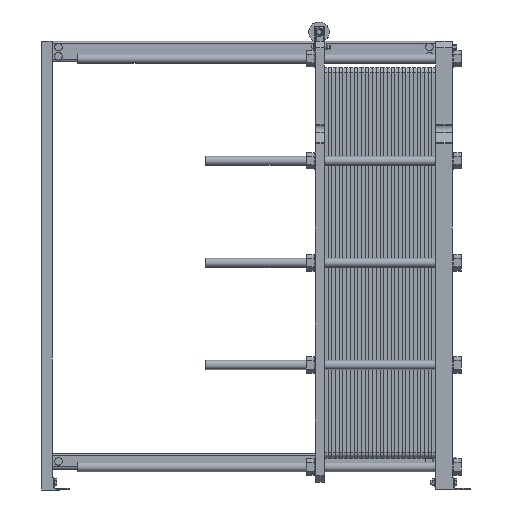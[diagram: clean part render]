
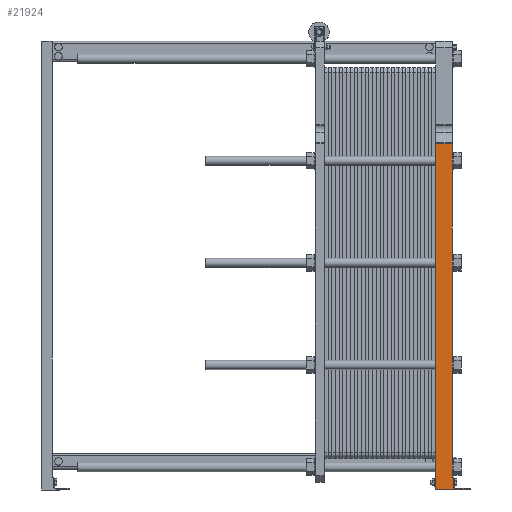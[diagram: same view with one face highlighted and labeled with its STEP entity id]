
A CAD part, left-side view. The second image highlights one B-rep face of the part: STEP entity #21924.
In plain terms, the highlighted planar face has unit normal (-1, 0, 0).
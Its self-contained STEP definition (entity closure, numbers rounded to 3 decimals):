
#3583=PLANE('',#23223);
#4393=FACE_OUTER_BOUND('',#5631,.T.);
#5631=EDGE_LOOP('',(#18211,#18212,#18213,#18214,#18215,#18216,#18217,#18218,
#18219,#18220,#18221,#18222,#18223,#18224,#18225,#18226,#18227,#18228,#18229));
#6623=CIRCLE('',#23193,3.5);
#6626=CIRCLE('',#23204,3.5);
#6627=CIRCLE('',#23207,7.);
#8105=LINE('',#33143,#10523);
#8106=LINE('',#33153,#10524);
#8111=LINE('',#33203,#10529);
#8112=LINE('',#33213,#10530);
#8322=LINE('',#33915,#10740);
#8354=LINE('',#34037,#10772);
#8366=LINE('',#34064,#10784);
#8368=LINE('',#34070,#10786);
#8369=LINE('',#34073,#10787);
#8383=LINE('',#34110,#10801);
#8384=LINE('',#34111,#10802);
#8385=LINE('',#34112,#10803);
#8386=LINE('',#34113,#10804);
#8387=LINE('',#34114,#10805);
#8396=LINE('',#34139,#10814);
#8397=LINE('',#34140,#10815);
#10523=VECTOR('',#25866,10.);
#10524=VECTOR('',#25879,10.);
#10529=VECTOR('',#25944,10.);
#10530=VECTOR('',#25957,10.);
#10740=VECTOR('',#26657,10.);
#10772=VECTOR('',#26765,10.);
#10784=VECTOR('',#26793,10.);
#10786=VECTOR('',#26801,10.);
#10787=VECTOR('',#26804,10.);
#10801=VECTOR('',#26832,10.);
#10802=VECTOR('',#26833,10.);
#10803=VECTOR('',#26834,10.);
#10804=VECTOR('',#26835,10.);
#10805=VECTOR('',#26836,10.);
#10814=VECTOR('',#26859,10.);
#10815=VECTOR('',#26860,10.);
#12894=VERTEX_POINT('',#33138);
#12895=VERTEX_POINT('',#33139);
#12897=VERTEX_POINT('',#33148);
#12898=VERTEX_POINT('',#33149);
#12912=VERTEX_POINT('',#33198);
#12913=VERTEX_POINT('',#33199);
#12915=VERTEX_POINT('',#33208);
#12916=VERTEX_POINT('',#33209);
#13162=VERTEX_POINT('',#33912);
#13163=VERTEX_POINT('',#33914);
#13211=VERTEX_POINT('',#34021);
#13212=VERTEX_POINT('',#34023);
#13215=VERTEX_POINT('',#34035);
#13220=VERTEX_POINT('',#34056);
#13221=VERTEX_POINT('',#34058);
#13222=VERTEX_POINT('',#34062);
#13223=VERTEX_POINT('',#34066);
#13224=VERTEX_POINT('',#34072);
#13240=VERTEX_POINT('',#34108);
#14650=EDGE_CURVE('',#12894,#12895,#8105,.T.);
#14654=EDGE_CURVE('',#12897,#12898,#8106,.T.);
#14674=EDGE_CURVE('',#12912,#12913,#8111,.T.);
#14678=EDGE_CURVE('',#12915,#12916,#8112,.T.);
#14992=EDGE_CURVE('',#13163,#13162,#8322,.T.);
#15045=EDGE_CURVE('',#13212,#13211,#6623,.T.);
#15052=EDGE_CURVE('',#13211,#13215,#8354,.T.);
#15063=EDGE_CURVE('',#13221,#13220,#6626,.T.);
#15066=EDGE_CURVE('',#13220,#13222,#8366,.T.);
#15068=EDGE_CURVE('',#13222,#13223,#6627,.T.);
#15069=EDGE_CURVE('',#13223,#13212,#8368,.T.);
#15070=EDGE_CURVE('',#13224,#13221,#8369,.T.);
#15090=EDGE_CURVE('',#13240,#12915,#8383,.T.);
#15091=EDGE_CURVE('',#12916,#12897,#8384,.T.);
#15092=EDGE_CURVE('',#12898,#12912,#8385,.T.);
#15093=EDGE_CURVE('',#12913,#12894,#8386,.T.);
#15094=EDGE_CURVE('',#12895,#13215,#8387,.T.);
#15109=EDGE_CURVE('',#13162,#13224,#8396,.T.);
#15110=EDGE_CURVE('',#13163,#13240,#8397,.T.);
#18211=ORIENTED_EDGE('',*,*,#14992,.T.);
#18212=ORIENTED_EDGE('',*,*,#15109,.T.);
#18213=ORIENTED_EDGE('',*,*,#15070,.T.);
#18214=ORIENTED_EDGE('',*,*,#15063,.T.);
#18215=ORIENTED_EDGE('',*,*,#15066,.T.);
#18216=ORIENTED_EDGE('',*,*,#15068,.T.);
#18217=ORIENTED_EDGE('',*,*,#15069,.T.);
#18218=ORIENTED_EDGE('',*,*,#15045,.T.);
#18219=ORIENTED_EDGE('',*,*,#15052,.T.);
#18220=ORIENTED_EDGE('',*,*,#15094,.F.);
#18221=ORIENTED_EDGE('',*,*,#14650,.F.);
#18222=ORIENTED_EDGE('',*,*,#15093,.F.);
#18223=ORIENTED_EDGE('',*,*,#14674,.F.);
#18224=ORIENTED_EDGE('',*,*,#15092,.F.);
#18225=ORIENTED_EDGE('',*,*,#14654,.F.);
#18226=ORIENTED_EDGE('',*,*,#15091,.F.);
#18227=ORIENTED_EDGE('',*,*,#14678,.F.);
#18228=ORIENTED_EDGE('',*,*,#15090,.F.);
#18229=ORIENTED_EDGE('',*,*,#15110,.F.);
#21924=ADVANCED_FACE('',(#4393),#3583,.T.);
#23193=AXIS2_PLACEMENT_3D('',#34024,#26750,#26751);
#23204=AXIS2_PLACEMENT_3D('',#34059,#26787,#26788);
#23207=AXIS2_PLACEMENT_3D('',#34068,#26797,#26798);
#23223=AXIS2_PLACEMENT_3D('',#34138,#26857,#26858);
#25866=DIRECTION('',(0.,0.,-1.));
#25879=DIRECTION('',(0.,0.,-1.));
#25944=DIRECTION('',(0.,0.,-1.));
#25957=DIRECTION('',(0.,0.,-1.));
#26657=DIRECTION('',(0.,0.,-1.));
#26750=DIRECTION('center_axis',(-1.,0.,0.));
#26751=DIRECTION('ref_axis',(0.,0.,-1.));
#26765=DIRECTION('',(0.,1.,0.));
#26787=DIRECTION('center_axis',(-1.,0.,0.));
#26788=DIRECTION('ref_axis',(0.,0.,-1.));
#26793=DIRECTION('',(0.,1.,0.));
#26797=DIRECTION('center_axis',(1.,0.,0.));
#26798=DIRECTION('ref_axis',(0.,0.,-1.));
#26801=DIRECTION('',(0.,0.,1.));
#26804=DIRECTION('',(0.,0.,1.));
#26832=DIRECTION('',(0.,0.,-1.));
#26833=DIRECTION('',(0.,0.,-1.));
#26834=DIRECTION('',(0.,0.,-1.));
#26835=DIRECTION('',(0.,0.,-1.));
#26836=DIRECTION('',(0.,0.,-1.));
#26857=DIRECTION('center_axis',(-1.,0.,0.));
#26858=DIRECTION('ref_axis',(0.,0.,
-1.));
#26859=DIRECTION('',(0.,-1.,0.));
#26860=DIRECTION('',(0.,-1.,0.));
#33138=CARTESIAN_POINT('',(-240.,-65.,108.241));
#33139=CARTESIAN_POINT('',(-240.,-65.,71.759));
#33143=CARTESIAN_POINT('',(-240.,-65.,1355.23));
#33148=CARTESIAN_POINT('',(-240.,-65.,906.241));
#33149=CARTESIAN_POINT('',(-240.,-65.,869.759));
#33153=CARTESIAN_POINT('',(-240.,-65.,1355.23));
#33198=CARTESIAN_POINT('',(-240.,-65.,507.241));
#33199=CARTESIAN_POINT('',(-240.,-65.,470.759));
#33203=CARTESIAN_POINT('',(-240.,-65.,1355.23));
#33208=CARTESIAN_POINT('',(-240.,-65.,1305.241));
#33209=CARTESIAN_POINT('',(-240.,-65.,1268.759));
#33213=CARTESIAN_POINT('',(-240.,-65.,1355.23));
#33912=CARTESIAN_POINT('',(-240.,0.,0.));
#33914=CARTESIAN_POINT('',(-240.,0.,1355.23));
#33915=CARTESIAN_POINT('',(-240.,0.,1355.23));
#34021=CARTESIAN_POINT('',(-240.,-67.5,50.));
#34023=CARTESIAN_POINT('',(-240.,-71.,46.5));
#34024=CARTESIAN_POINT('Origin',(-240.,-67.5,46.5));
#34035=CARTESIAN_POINT('',(-240.,-65.,50.));
#34037=CARTESIAN_POINT('',(-240.,-67.5,50.));
#34056=CARTESIAN_POINT('',(-240.,-131.5,6.));
#34058=CARTESIAN_POINT('',(-240.,-135.,2.5));
#34059=CARTESIAN_POINT('Origin',(-240.,-131.5,2.5));
#34062=CARTESIAN_POINT('',(-240.,-78.,6.));
#34064=CARTESIAN_POINT('',(-240.,-131.5,6.));
#34066=CARTESIAN_POINT('',(-240.,-71.,13.));
#34068=CARTESIAN_POINT('Origin',(-240.,-78.,13.));
#34070=CARTESIAN_POINT('',(-240.,-71.,13.));
#34072=CARTESIAN_POINT('',(-240.,-135.,0.));
#34073=CARTESIAN_POINT('',(-240.,-135.,0.));
#34108=CARTESIAN_POINT('',(-240.,-65.,1355.23));
#34110=CARTESIAN_POINT('',(-240.,-65.,1355.23));
#34111=CARTESIAN_POINT('',(-240.,-65.,1355.23));
#34112=CARTESIAN_POINT('',(-240.,-65.,1355.23));
#34113=CARTESIAN_POINT('',(-240.,-65.,1355.23));
#34114=CARTESIAN_POINT('',(-240.,-65.,1355.23));
#34138=CARTESIAN_POINT('Origin',(-240.,0.,1355.23));
#34139=CARTESIAN_POINT('',(-240.,0.,0.));
#34140=CARTESIAN_POINT('',(-240.,0.,1355.23));
